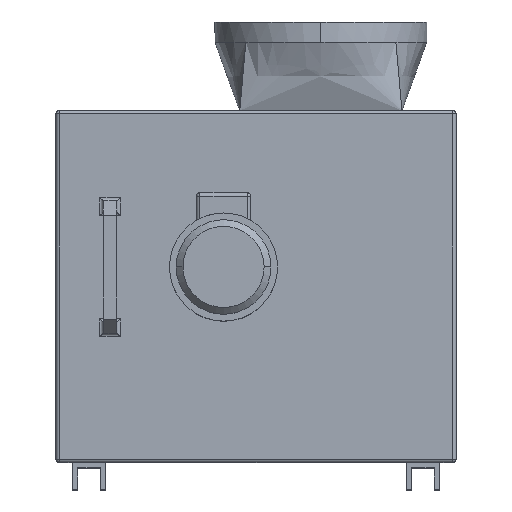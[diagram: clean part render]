
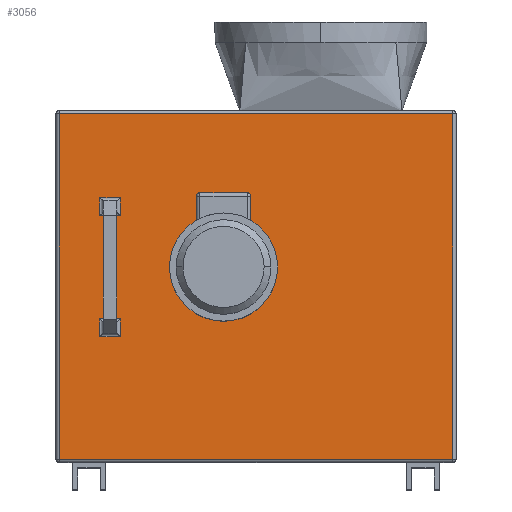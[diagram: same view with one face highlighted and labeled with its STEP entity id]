
A CAD part, top view. The second image highlights one B-rep face of the part: STEP entity #3056.
In plain terms, the highlighted planar face has unit normal (0, 0, 1).
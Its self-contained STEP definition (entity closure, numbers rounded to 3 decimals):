
#6 = FACE_BOUND ( 'NONE', #4015, .T. ) ;
#9 = CARTESIAN_POINT ( 'NONE',  ( -231., 252.66, 315. ) ) ;
#46 = ORIENTED_EDGE ( 'NONE', *, *, #857, .T. ) ;
#91 = VERTEX_POINT ( 'NONE', #3027 ) ;
#110 = ORIENTED_EDGE ( 'NONE', *, *, #3646, .T. ) ;
#131 = VERTEX_POINT ( 'NONE', #2273 ) ;
#137 = LINE ( 'NONE', #1852, #3716 ) ;
#190 = VECTOR ( 'NONE', #1071, 1000. ) ;
#313 = VECTOR ( 'NONE', #1101, 1000. ) ;
#319 = DIRECTION ( 'NONE',  ( 0., 1., 0. ) ) ;
#332 = CARTESIAN_POINT ( 'NONE',  ( 291., 561., 315. ) ) ;
#338 = ORIENTED_EDGE ( 'NONE', *, *, #936, .T. ) ;
#430 = VERTEX_POINT ( 'NONE', #3173 ) ;
#444 = CARTESIAN_POINT ( 'NONE',  ( -231., 405.34, 315. ) ) ;
#541 = ORIENTED_EDGE ( 'NONE', *, *, #956, .T. ) ;
#593 = CARTESIAN_POINT ( 'NONE',  ( -201., 252.66, 315. ) ) ;
#620 = CARTESIAN_POINT ( 'NONE',  ( -231., 226.113, 315. ) ) ;
#714 = DIRECTION ( 'NONE',  ( 0., 0., -1. ) ) ;
#718 = CARTESIAN_POINT ( 'NONE',  ( -48., 329., 315. ) ) ;
#735 = VECTOR ( 'NONE', #1516, 1000. ) ;
#753 = DIRECTION ( 'NONE',  ( 1., 0., 0. ) ) ;
#793 = DIRECTION ( 'NONE',  ( 1., 0., 0. ) ) ;
#805 = DIRECTION ( 'NONE',  ( 0., 0., 1. ) ) ;
#815 = CARTESIAN_POINT ( 'NONE',  ( 0., 0., 315. ) ) ;
#839 = EDGE_CURVE ( 'NONE', #4434, #3376, #1940, .T. ) ;
#854 = ORIENTED_EDGE ( 'NONE', *, *, #839, .T. ) ;
#857 = EDGE_CURVE ( 'NONE', #3376, #1382, #3831, .T. ) ;
#862 = EDGE_CURVE ( 'NONE', #1382, #3076, #3954, .T. ) ;
#867 = EDGE_CURVE ( 'NONE', #3076, #4434, #137, .T. ) ;
#873 = PLANE ( 'NONE',  #3384 ) ;
#893 = EDGE_CURVE ( 'NONE', #131, #1945, #1601, .T. ) ;
#906 = EDGE_CURVE ( 'NONE', #1945, #3091, #1829, .T. ) ;
#913 = EDGE_CURVE ( 'NONE', #3091, #1220, #2448, .T. ) ;
#931 = VECTOR ( 'NONE', #1903, 1000. ) ;
#936 = EDGE_CURVE ( 'NONE', #1791, #1989, #3339, .T. ) ;
#947 = EDGE_CURVE ( 'NONE', #1989, #430, #1288, .T. ) ;
#956 = EDGE_CURVE ( 'NONE', #430, #1083, #3077, .T. ) ;
#971 = EDGE_CURVE ( 'NONE', #1083, #1791, #4006, .T. ) ;
#1071 = DIRECTION ( 'NONE',  ( 0., 1., 0. ) ) ;
#1083 = VERTEX_POINT ( 'NONE', #444 ) ;
#1087 = CARTESIAN_POINT ( 'NONE',  ( -231., 0., 315. ) ) ;
#1101 = DIRECTION ( 'NONE',  ( -1., 0., 0. ) ) ;
#1106 = CARTESIAN_POINT ( 'NONE',  ( 0., 405.34, 315. ) ) ;
#1118 = FACE_BOUND ( 'NONE', #2041, .T. ) ;
#1161 = DIRECTION ( 'NONE',  ( 0., -1., 0. ) ) ;
#1211 = CARTESIAN_POINT ( 'NONE',  ( -201., 414., 315. ) ) ;
#1220 = VERTEX_POINT ( 'NONE', #4259 ) ;
#1255 = ORIENTED_EDGE ( 'NONE', *, *, #867, .T. ) ;
#1260 = CARTESIAN_POINT ( 'NONE',  ( 0., 431.887, 315. ) ) ;
#1274 = DIRECTION ( 'NONE',  ( 1., 0., 0. ) ) ;
#1288 = LINE ( 'NONE', #1211, #2107 ) ;
#1382 = VERTEX_POINT ( 'NONE', #2473 ) ;
#1408 = DIRECTION ( 'NONE',  ( 1., 0., 0. ) ) ;
#1431 = DIRECTION ( 'NONE',  ( 0., -1., 0. ) ) ;
#1442 = CARTESIAN_POINT ( 'NONE',  ( -291., 45., 315. ) ) ;
#1456 = CARTESIAN_POINT ( 'NONE',  ( 296., 45., 315. ) ) ;
#1472 = CARTESIAN_POINT ( 'NONE',  ( -291., 40., 315. ) ) ;
#1516 = DIRECTION ( 'NONE',  ( -1., 0., 0. ) ) ;
#1559 = CARTESIAN_POINT ( 'NONE',  ( -296., 556., 315. ) ) ;
#1601 = LINE ( 'NONE', #1559, #735 ) ;
#1707 = DIRECTION ( 'NONE',  ( 0., 1., 0. ) ) ;
#1767 = DIRECTION ( 'NONE',  ( 0., -1., 0. ) ) ;
#1774 = CARTESIAN_POINT ( 'NONE',  ( -201., 229., 315. ) ) ;
#1791 = VERTEX_POINT ( 'NONE', #4045 ) ;
#1798 = CARTESIAN_POINT ( 'NONE',  ( 0., 226.113, 315. ) ) ;
#1809 = FACE_OUTER_BOUND ( 'NONE', #2061, .T. ) ;
#1823 = DIRECTION ( 'NONE',  ( 1., 0., 0. ) ) ;
#1829 = LINE ( 'NONE', #1472, #4325 ) ;
#1838 = CARTESIAN_POINT ( 'NONE',  ( 0., 252.66, 315. ) ) ;
#1852 = CARTESIAN_POINT ( 'NONE',  ( -231., 0., 315. ) ) ;
#1903 = DIRECTION ( 'NONE',  ( -1., 0., 0. ) ) ;
#1940 = LINE ( 'NONE', #1838, #2892 ) ;
#1945 = VERTEX_POINT ( 'NONE', #3175 ) ;
#1949 = VERTEX_POINT ( 'NONE', #3150 ) ;
#1989 = VERTEX_POINT ( 'NONE', #3011 ) ;
#2041 = EDGE_LOOP ( 'NONE', ( #854, #46, #3975, #1255 ) ) ;
#2061 = EDGE_LOOP ( 'NONE', ( #3299, #2526, #2626, #3686 ) ) ;
#2107 = VECTOR ( 'NONE', #1161, 1000. ) ;
#2143 = FACE_BOUND ( 'NONE', #3886, .T. ) ;
#2273 = CARTESIAN_POINT ( 'NONE',  ( 291., 556., 315. ) ) ;
#2328 = DIRECTION ( 'NONE',  ( 1., 0., 0. ) ) ;
#2330 = VECTOR ( 'NONE', #1408, 1000. ) ;
#2337 = DIRECTION ( 'NONE',  ( 0., 0., -1. ) ) ;
#2345 = CARTESIAN_POINT ( 'NONE',  ( -48., 329., 315. ) ) ;
#2355 = ORIENTED_EDGE ( 'NONE', *, *, #971, .T. ) ;
#2422 = LINE ( 'NONE', #332, #3312 ) ;
#2423 = AXIS2_PLACEMENT_3D ( 'NONE', #2345, #2337, #2328 ) ;
#2448 = LINE ( 'NONE', #1456, #2330 ) ;
#2451 = CIRCLE ( 'NONE', #2423, 65. ) ;
#2473 = CARTESIAN_POINT ( 'NONE',  ( -201., 226.113, 315. ) ) ;
#2526 = ORIENTED_EDGE ( 'NONE', *, *, #906, .T. ) ;
#2626 = ORIENTED_EDGE ( 'NONE', *, *, #913, .T. ) ;
#2777 = VECTOR ( 'NONE', #1767, 1000. ) ;
#2805 = AXIS2_PLACEMENT_3D ( 'NONE', #718, #714, #753 ) ;
#2892 = VECTOR ( 'NONE', #1823, 1000. ) ;
#2956 = CIRCLE ( 'NONE', #2805, 65. ) ;
#3011 = CARTESIAN_POINT ( 'NONE',  ( -201., 431.887, 315. ) ) ;
#3027 = CARTESIAN_POINT ( 'NONE',  ( -113., 329., 315. ) ) ;
#3056 = ADVANCED_FACE ( 'NONE', ( #1118, #1809, #6, #2143 ), #873, .T. ) ;
#3076 = VERTEX_POINT ( 'NONE', #620 ) ;
#3077 = LINE ( 'NONE', #1106, #313 ) ;
#3091 = VERTEX_POINT ( 'NONE', #1442 ) ;
#3131 = EDGE_CURVE ( 'NONE', #1220, #131, #2422, .T. ) ;
#3150 = CARTESIAN_POINT ( 'NONE',  ( 17., 329., 315. ) ) ;
#3173 = CARTESIAN_POINT ( 'NONE',  ( -201., 405.34, 315. ) ) ;
#3175 = CARTESIAN_POINT ( 'NONE',  ( -291., 556., 315. ) ) ;
#3210 = VECTOR ( 'NONE', #1274, 1000. ) ;
#3299 = ORIENTED_EDGE ( 'NONE', *, *, #893, .T. ) ;
#3312 = VECTOR ( 'NONE', #319, 1000. ) ;
#3339 = LINE ( 'NONE', #1260, #3210 ) ;
#3376 = VERTEX_POINT ( 'NONE', #593 ) ;
#3384 = AXIS2_PLACEMENT_3D ( 'NONE', #815, #805, #793 ) ;
#3646 = EDGE_CURVE ( 'NONE', #91, #1949, #2956, .T. ) ;
#3686 = ORIENTED_EDGE ( 'NONE', *, *, #3131, .T. ) ;
#3716 = VECTOR ( 'NONE', #1707, 1000. ) ;
#3794 = ORIENTED_EDGE ( 'NONE', *, *, #3982, .T. ) ;
#3831 = LINE ( 'NONE', #1774, #2777 ) ;
#3886 = EDGE_LOOP ( 'NONE', ( #338, #4124, #541, #2355 ) ) ;
#3954 = LINE ( 'NONE', #1798, #931 ) ;
#3975 = ORIENTED_EDGE ( 'NONE', *, *, #862, .T. ) ;
#3982 = EDGE_CURVE ( 'NONE', #1949, #91, #2451, .T. ) ;
#4006 = LINE ( 'NONE', #1087, #190 ) ;
#4015 = EDGE_LOOP ( 'NONE', ( #3794, #110 ) ) ;
#4045 = CARTESIAN_POINT ( 'NONE',  ( -231., 431.887, 315. ) ) ;
#4124 = ORIENTED_EDGE ( 'NONE', *, *, #947, .T. ) ;
#4259 = CARTESIAN_POINT ( 'NONE',  ( 291., 45., 315. ) ) ;
#4325 = VECTOR ( 'NONE', #1431, 1000. ) ;
#4434 = VERTEX_POINT ( 'NONE', #9 ) ;
